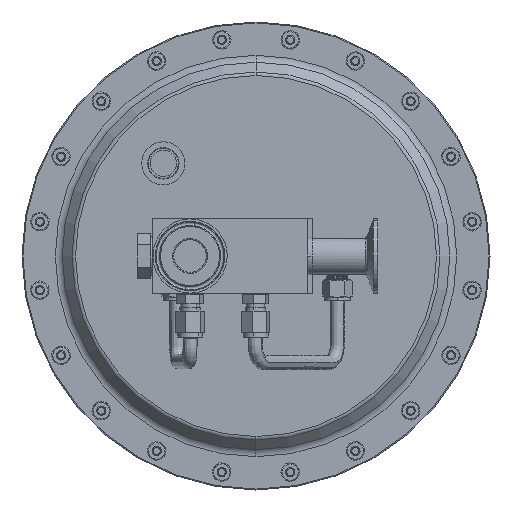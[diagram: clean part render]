
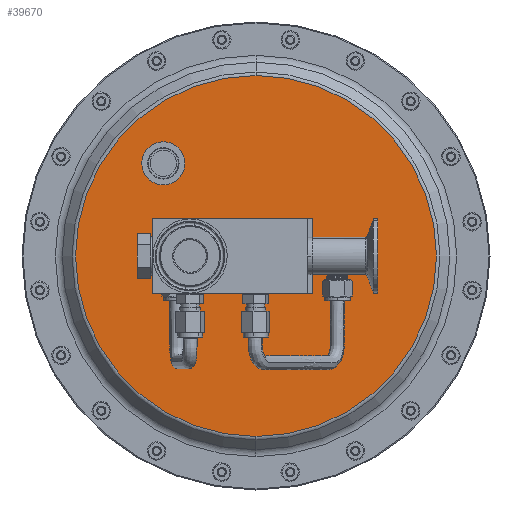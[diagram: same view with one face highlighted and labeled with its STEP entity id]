
A CAD part, front view. The second image highlights one B-rep face of the part: STEP entity #39670.
In plain terms, the highlighted planar face has unit normal (0, -1, 0).
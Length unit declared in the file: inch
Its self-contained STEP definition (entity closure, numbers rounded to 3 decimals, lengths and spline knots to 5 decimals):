
#141 = ORIENTED_EDGE ( 'NONE', *, *, #18677, .F. ) ;
#4692 = EDGE_CURVE ( 'Defeatured_1_816+Defeatured_1_787+Defeatured_1_789+Defeatured_1_788', #16726, #27659, #41392, .T. ) ;
#6146 = EDGE_CURVE ( 'Defeatured_1_815+Defeatured_1_816+Defeatured_1_816+Defeatured_1_816', #41411, #12051, #43050, .T. ) ;
#7180 = FACE_BOUND ( 'NONE', #23394, .T. ) ;
#8198 = DIRECTION ( 'NONE',  ( 0., 1., 0. ) ) ;
#8351 = CARTESIAN_POINT ( 'NONE',  ( 0.631, 3., 0. ) ) ;
#8396 = CARTESIAN_POINT ( 'NONE',  ( 2.131, 3., -1. ) ) ;
#9520 = VERTEX_POINT ( 'NONE', #19398 ) ;
#10557 = CARTESIAN_POINT ( 'NONE',  ( 0.631, 3., 0. ) ) ;
#10692 = DIRECTION ( 'NONE',  ( -0.657, 0., 0.754 ) ) ;
#12051 = VERTEX_POINT ( 'NONE', #20859 ) ;
#13041 = DIRECTION ( 'NONE',  ( 0., 0., -1. ) ) ;
#14743 = VERTEX_POINT ( 'NONE', #22183 ) ;
#14934 = CARTESIAN_POINT ( 'NONE',  ( -0.869, 3., -1. ) ) ;
#15094 = LINE ( 'NONE', #21639, #24350 ) ;
#15204 = ORIENTED_EDGE ( 'NONE', *, *, #39639, .F. ) ;
#15370 = CIRCLE ( 'NONE', #31848, 0.575 ) ;
#16726 = VERTEX_POINT ( 'NONE', #14934 ) ;
#16808 = PLANE ( 'NONE',  #23925 ) ;
#17239 = EDGE_CURVE ( 'Defeatured_1_816+Defeatured_1_788+Defeatured_1_787+Defeatured_1_786', #27659, #43815, #15094, .T. ) ;
#18474 = ORIENTED_EDGE ( 'NONE', *, *, #17239, .T. ) ;
#18677 = EDGE_CURVE ( 'Defeatured_1_815+Defeatured_1_816+Defeatured_1_816+Defeatured_1_816', #12051, #41411, #24813, .T. ) ;
#19398 = CARTESIAN_POINT ( 'NONE',  ( -2.22138, 3., 2.90859 ) ) ;
#19713 = AXIS2_PLACEMENT_3D ( 'NONE', #8351, #8198, #13041 ) ;
#20334 = CARTESIAN_POINT ( 'NONE',  ( -4.18884, 3., 0. ) ) ;
#20812 = DIRECTION ( 'NONE',  ( 0., -1., 0. ) ) ;
#20859 = CARTESIAN_POINT ( 'NONE',  ( 0.631, 3., -4.81984 ) ) ;
#20863 = ORIENTED_EDGE ( 'NONE', *, *, #6146, .F. ) ;
#21639 = CARTESIAN_POINT ( 'NONE',  ( -0.869, 3., 1. ) ) ;
#22086 = AXIS2_PLACEMENT_3D ( 'NONE', #32656, #47711, #10692 ) ;
#22158 = LINE ( 'NONE', #32138, #29697 ) ;
#22183 = CARTESIAN_POINT ( 'NONE',  ( 2.131, 3., -1. ) ) ;
#23394 = EDGE_LOOP ( 'NONE', ( #43335, #18474, #46832, #15204 ) ) ;
#23925 = AXIS2_PLACEMENT_3D ( 'NONE', #20334, #20812, #42656 ) ;
#24238 = ORIENTED_EDGE ( 'NONE', *, *, #44531, .F. ) ;
#24350 = VECTOR ( 'NONE', #45245, 39.37008 ) ;
#24572 = EDGE_CURVE ( 'Defeatured_1_15+Defeatured_1_816+Defeatured_1_816+Defeatured_1_816', #31965, #9520, #15370, .T. ) ;
#24813 = CIRCLE ( 'NONE', #27307, 4.81984 ) ;
#25972 = CARTESIAN_POINT ( 'NONE',  ( -0.869, 3., -1. ) ) ;
#26018 = EDGE_LOOP ( 'NONE', ( #31006, #24238 ) ) ;
#27307 = AXIS2_PLACEMENT_3D ( 'NONE', #10557, #40428, #43990 ) ;
#27452 = CARTESIAN_POINT ( 'NONE',  ( -1.46636, 3., 2.04116 ) ) ;
#27659 = VERTEX_POINT ( 'NONE', #33251 ) ;
#29697 = VECTOR ( 'NONE', #39283, 39.37008 ) ;
#29980 = EDGE_LOOP ( 'NONE', ( #141, #20863 ) ) ;
#31006 = ORIENTED_EDGE ( 'NONE', *, *, #24572, .F. ) ;
#31848 = AXIS2_PLACEMENT_3D ( 'NONE', #33136, #36854, #40572 ) ;
#31965 = VERTEX_POINT ( 'NONE', #27452 ) ;
#32138 = CARTESIAN_POINT ( 'NONE',  ( -0.869, 3., -1. ) ) ;
#32656 = CARTESIAN_POINT ( 'NONE',  ( -1.84387, 3., 2.47487 ) ) ;
#33136 = CARTESIAN_POINT ( 'NONE',  ( -1.84387, 3., 2.47487 ) ) ;
#33251 = CARTESIAN_POINT ( 'NONE',  ( -0.869, 3., 1. ) ) ;
#34886 = DIRECTION ( 'NONE',  ( 0., 0., 1. ) ) ;
#35026 = VECTOR ( 'NONE', #44408, 39.37008 ) ;
#36646 = CARTESIAN_POINT ( 'NONE',  ( 0.631, 3., 4.81984 ) ) ;
#36854 = DIRECTION ( 'NONE',  ( 0., -1., 0. ) ) ;
#37795 = LINE ( 'NONE', #8396, #45111 ) ;
#39269 = CIRCLE ( 'NONE', #22086, 0.575 ) ;
#39283 = DIRECTION ( 'NONE',  ( 1., 0., 0. ) ) ;
#39639 = EDGE_CURVE ( 'Defeatured_1_789+Defeatured_1_816+Defeatured_1_787+Defeatured_1_786', #16726, #14743, #22158, .T. ) ;
#39670 = ADVANCED_FACE ( 'Defeatured_1_816', ( #41799, #7180, #44173 ), #16808, .T. ) ;
#40428 = DIRECTION ( 'NONE',  ( 0., 1., 0. ) ) ;
#40572 = DIRECTION ( 'NONE',  ( -0.657, 0., 0.754 ) ) ;
#41392 = LINE ( 'NONE', #25972, #35026 ) ;
#41411 = VERTEX_POINT ( 'NONE', #36646 ) ;
#41796 = CARTESIAN_POINT ( 'NONE',  ( 2.131, 3., 1. ) ) ;
#41799 = FACE_BOUND ( 'NONE', #26018, .T. ) ;
#42656 = DIRECTION ( 'NONE',  ( 0., 0., 1. ) ) ;
#43050 = CIRCLE ( 'NONE', #19713, 4.81984 ) ;
#43335 = ORIENTED_EDGE ( 'NONE', *, *, #4692, .T. ) ;
#43815 = VERTEX_POINT ( 'NONE', #41796 ) ;
#43990 = DIRECTION ( 'NONE',  ( 0., 0., -1. ) ) ;
#44173 = FACE_OUTER_BOUND ( 'NONE', #29980, .T. ) ;
#44408 = DIRECTION ( 'NONE',  ( 0., 0., 1. ) ) ;
#44531 = EDGE_CURVE ( 'Defeatured_1_15+Defeatured_1_816+Defeatured_1_816+Defeatured_1_816', #9520, #31965, #39269, .T. ) ;
#44896 = EDGE_CURVE ( 'Defeatured_1_786+Defeatured_1_816+Defeatured_1_789+Defeatured_1_788', #14743, #43815, #37795, .T. ) ;
#45111 = VECTOR ( 'NONE', #34886, 39.37008 ) ;
#45245 = DIRECTION ( 'NONE',  ( 1., 0., 0. ) ) ;
#46832 = ORIENTED_EDGE ( 'NONE', *, *, #44896, .F. ) ;
#47711 = DIRECTION ( 'NONE',  ( 0., -1., 0. ) ) ;
